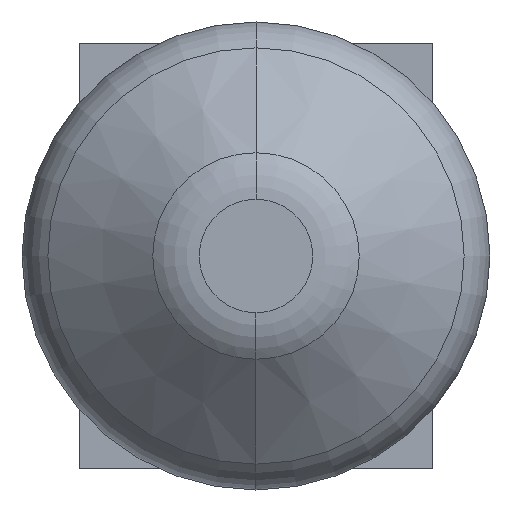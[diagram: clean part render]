
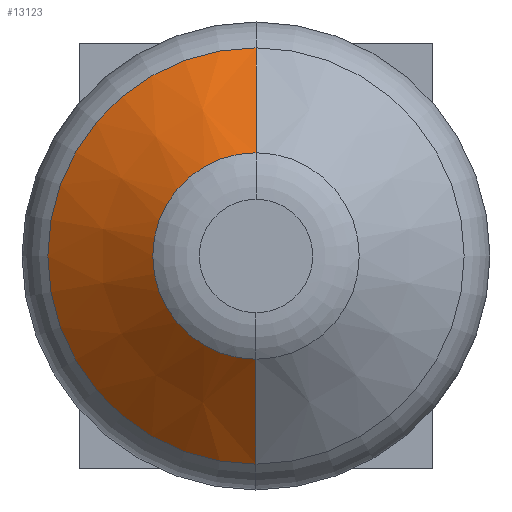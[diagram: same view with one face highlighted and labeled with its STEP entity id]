
A CAD part, left-side view. The second image highlights one B-rep face of the part: STEP entity #13123.
In plain terms, the highlighted conical face has half-angle 50 degrees and reference radius 4.928 mm.
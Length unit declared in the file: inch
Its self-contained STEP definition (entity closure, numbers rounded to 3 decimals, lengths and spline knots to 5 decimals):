
#504 = VECTOR ( 'NONE', #11051, 39.37008 ) ;
#805 = CARTESIAN_POINT ( 'NONE',  ( -0.08559, 0., -0.57596 ) ) ;
#1358 = VECTOR ( 'NONE', #6768, 39.37008 ) ;
#1828 = ORIENTED_EDGE ( 'NONE', *, *, #6631, .T. ) ;
#2121 = EDGE_CURVE ( 'NONE', #11940, #11063, #11646, .T. ) ;
#2481 = AXIS2_PLACEMENT_3D ( 'NONE', #9526, #3308, #5712 ) ;
#3072 = CIRCLE ( 'NONE', #11682, 0.17257 ) ;
#3259 = CARTESIAN_POINT ( 'NONE',  ( 0., 0., -0.50298 ) ) ;
#3308 = DIRECTION ( 'NONE',  ( 0., 0., 1. ) ) ;
#3757 = VERTEX_POINT ( 'NONE', #9065 ) ;
#3846 = CARTESIAN_POINT ( 'NONE',  ( 0.08559, 0., -0.57596 ) ) ;
#5532 = FACE_OUTER_BOUND ( 'NONE', #12936, .T. ) ;
#5605 = LINE ( 'NONE', #12995, #1358 ) ;
#5712 = DIRECTION ( 'NONE',  ( -1., 0., 0. ) ) ;
#6006 = ORIENTED_EDGE ( 'NONE', *, *, #7378, .F. ) ;
#6631 = EDGE_CURVE ( 'NONE', #11063, #11085, #5605, .T. ) ;
#6768 = DIRECTION ( 'NONE',  ( -0.766, 0., 0.643 ) ) ;
#7231 = DIRECTION ( 'NONE',  ( 1., 0., 0. ) ) ;
#7378 = EDGE_CURVE ( 'NONE', #11940, #3757, #8477, .T. ) ;
#7535 = EDGE_CURVE ( 'NONE', #11085, #3757, #3072, .T. ) ;
#8477 = LINE ( 'NONE', #11134, #504 ) ;
#9065 = CARTESIAN_POINT ( 'NONE',  ( 0.17257, 0., -0.50298 ) ) ;
#9194 = CARTESIAN_POINT ( 'NONE',  ( -0.17257, 0., -0.50298 ) ) ;
#9526 = CARTESIAN_POINT ( 'NONE',  ( 0., 0., -0.57596 ) ) ;
#10368 = AXIS2_PLACEMENT_3D ( 'NONE', #11452, #11563, #7231 ) ;
#11051 = DIRECTION ( 'NONE',  ( 0.766, 0., 0.643 ) ) ;
#11063 = VERTEX_POINT ( 'NONE', #805 ) ;
#11085 = VERTEX_POINT ( 'NONE', #9194 ) ;
#11134 = CARTESIAN_POINT ( 'NONE',  ( 0.194, 0., -0.485 ) ) ;
#11184 = CONICAL_SURFACE ( 'NONE', #10368, 0.194, 0.873 ) ;
#11452 = CARTESIAN_POINT ( 'NONE',  ( 0., 0., -0.485 ) ) ;
#11500 = ORIENTED_EDGE ( 'NONE', *, *, #2121, .T. ) ;
#11501 = DIRECTION ( 'NONE',  ( 0., 0., -1. ) ) ;
#11563 = DIRECTION ( 'NONE',  ( 0., 0., 1. ) ) ;
#11646 = CIRCLE ( 'NONE', #2481, 0.08559 ) ;
#11682 = AXIS2_PLACEMENT_3D ( 'NONE', #3259, #11501, #12539 ) ;
#11940 = VERTEX_POINT ( 'NONE', #3846 ) ;
#12368 = ORIENTED_EDGE ( 'NONE', *, *, #7535, .T. ) ;
#12539 = DIRECTION ( 'NONE',  ( -1., 0., 0. ) ) ;
#12936 = EDGE_LOOP ( 'NONE', ( #11500, #1828, #12368, #6006 ) ) ;
#12995 = CARTESIAN_POINT ( 'NONE',  ( -0.194, 0., -0.485 ) ) ;
#13123 = ADVANCED_FACE ( 'NONE', ( #5532 ), #11184, .T. ) ;
